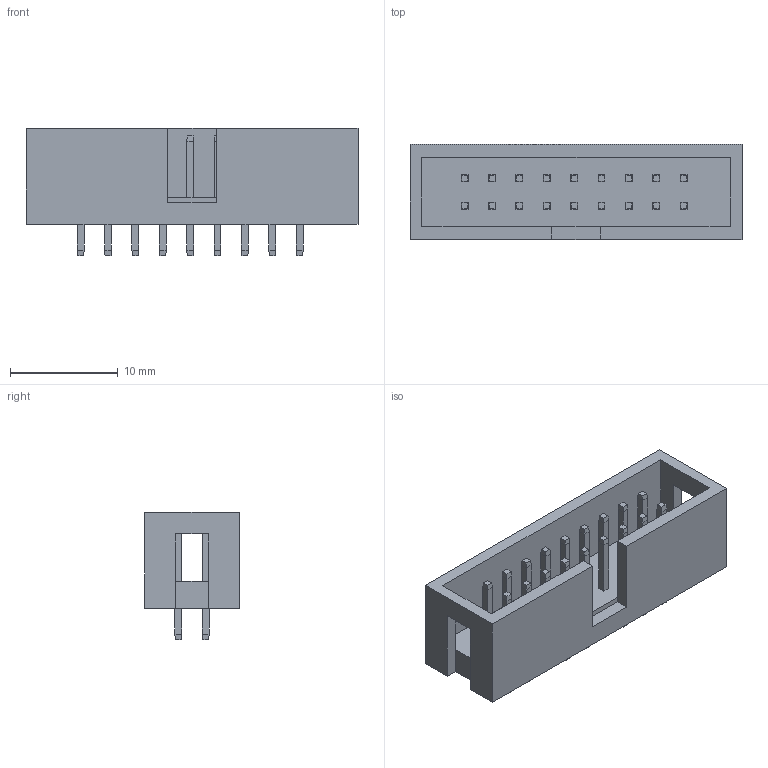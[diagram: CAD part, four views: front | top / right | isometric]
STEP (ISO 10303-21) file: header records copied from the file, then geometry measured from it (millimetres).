
FILE_DESCRIPTION (( 'STEP AP214' ), '1' );
FILE_NAME ('IDC_9X2.STEP', '2023-09-20T05:34:29', ( '' ), ( '' ), 'SwSTEP 2.0', 'SolidWorks 2016', '' );
FILE_SCHEMA (( 'AUTOMOTIVE_DESIGN' ));
Length unit declared in the file: millimetre
Products named in the file (1): IDC_9X2
Bounding box: 30.8 x 8.8 x 11.8 mm (x, y, z)
Volume: 1220.4 mm3; surface area: 2021 mm2
Topology: 1 solids, 1 shells, 348 faces, 792 edges, 478 vertices
Faces by surface type: plane 348
Entity records: 13226 total; most frequent: CARTESIAN_POINT 1619, ORIENTED_EDGE 1584, DIRECTION 1490, VECTOR 792, LINE 792, EDGE_CURVE 792, VERTEX_POINT 478, EDGE_LOOP 384
